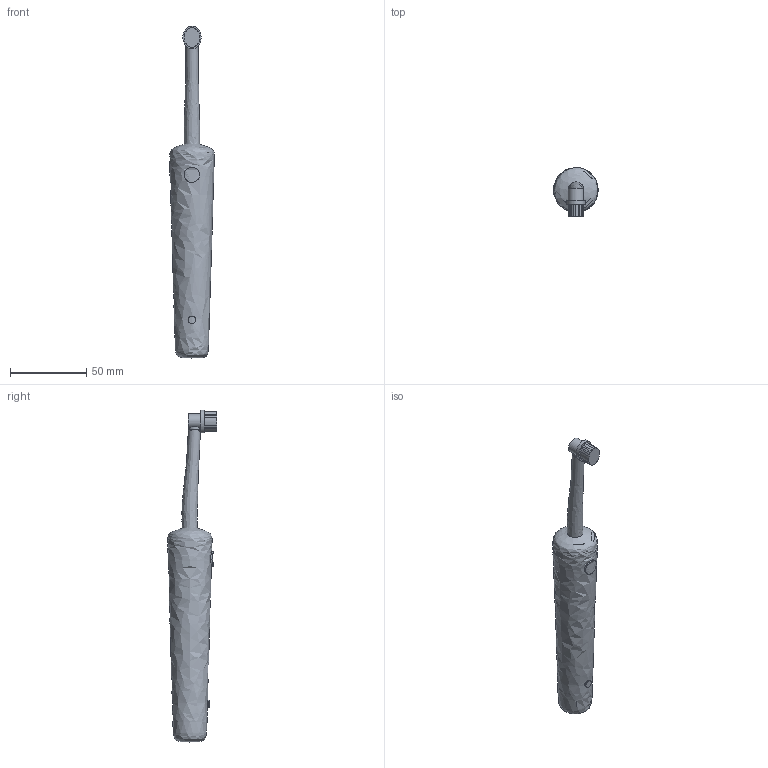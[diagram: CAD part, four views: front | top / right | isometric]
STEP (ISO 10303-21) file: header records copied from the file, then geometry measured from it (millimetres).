
FILE_DESCRIPTION ((), '1');
FILE_NAME ('g962617', '2013-10-29T11:51:37', ('Unknown'), ('Unknown'), 'HarmonyWare STEP v1.9.13', 'HarmonyWare Translators', '');
FILE_SCHEMA (('CONFIG_CONTROL_DESIGN'));
Length unit declared in the file: millimetre
Products named in the file (21): NONE; Document: brep_1
Assembly tree (20 placements, depth 2):
  NONE
    NONE
    NONE
    NONE
    NONE
    NONE
    NONE
    NONE
    NONE
    NONE
    NONE
    NONE
    Document: brep_1
    NONE
    NONE
    NONE
    NONE
    NONE
    NONE
    NONE
    NONE
Bounding box: 29.29 x 32.19 x 217.5 mm (x, y, z)
Volume: 16281.1 mm3; surface area: 26923.2 mm2
Topology: 11 solids, 11 shells, 147 faces, 328 edges, 222 vertices
Faces by surface type: bspline 147
Entity records: 8775 total; most frequent: CARTESIAN_POINT 3282, ORIENTED_EDGE 626, DIRECTION 435, EDGE_CURVE 313, PERSON 208, ORGANIZATION 208, PERSON_AND_ORGANIZATION 208, VERTEX_POINT 204
